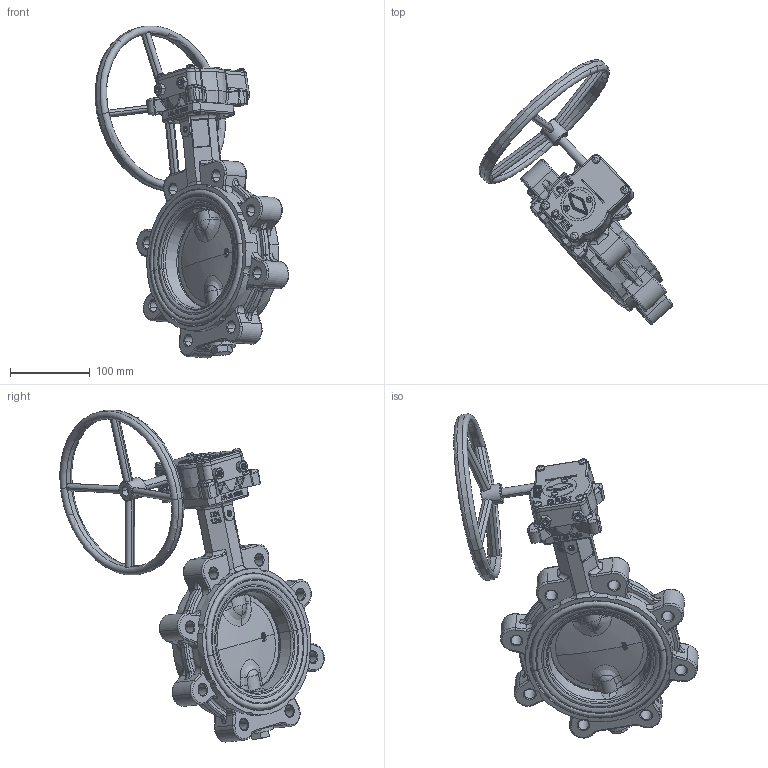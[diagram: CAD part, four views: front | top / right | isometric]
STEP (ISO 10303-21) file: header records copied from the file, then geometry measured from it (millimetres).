
FILE_DESCRIPTION (( 'STEP AP203' ), '1' );
FILE_NAME ('AK02_DN125_Getriebe.STEP', '2022-10-06T12:27:02', ( '' ), ( '' ), 'SwSTEP 2.0', 'SolidWorks 2021', '' );
FILE_SCHEMA (( 'CONFIG_CONTROL_DESIGN' ));
Length unit declared in the file: metre
Products named in the file (5): AK02_DN125_Getriebe; AK02_DN125_OH; AK01_DN125-200_Getriebe - Handrad; AK01_DN125-200_Getriebe; AK01_DN125-200_Getriebe mit Handrad
Assembly tree (4 placements, depth 3):
  AK02_DN125_Getriebe
    AK01_DN125-200_Getriebe mit Handrad
      AK01_DN125-200_Getriebe
      AK01_DN125-200_Getriebe - Handrad
    AK02_DN125_OH
Bounding box: 242.46 x 331.29 x 416.04 mm (x, y, z)
Volume: 1863095.7 mm3; surface area: 298239.1 mm2
Topology: 4 solids, 32 shells, 2401 faces, 6052 edges, 3746 vertices
Faces by surface type: plane 640, cylinder 605, bspline 393, cone 348, torus 327, sphere 88
Entity records: 112390 total; most frequent: CARTESIAN_POINT 57898, ORIENTED_EDGE 11998, DIRECTION 10448, EDGE_CURVE 5999, AXIS2_PLACEMENT_3D 4157, VERTEX_POINT 3745, EDGE_LOOP 2548, ADVANCED_FACE 2400
